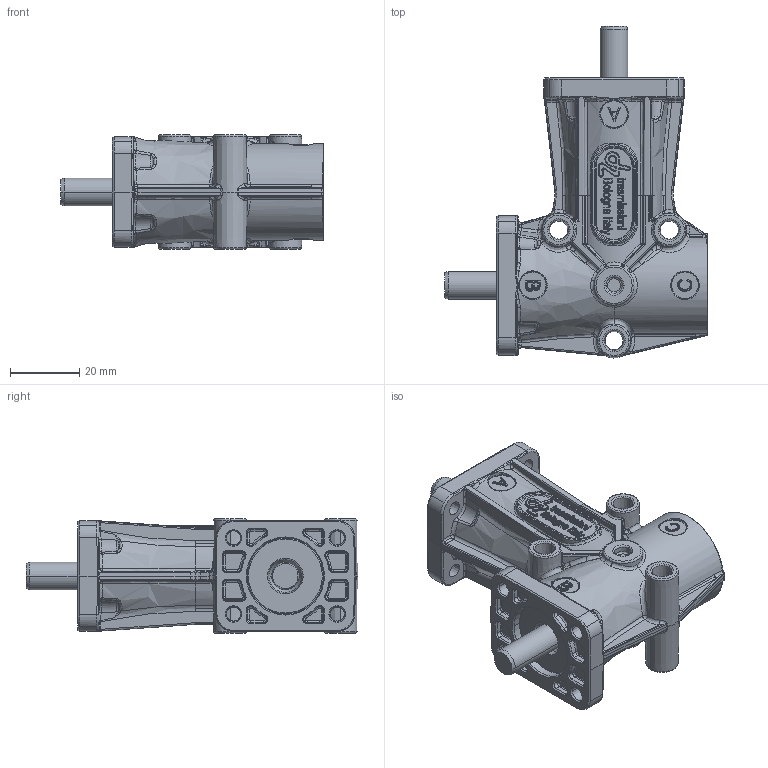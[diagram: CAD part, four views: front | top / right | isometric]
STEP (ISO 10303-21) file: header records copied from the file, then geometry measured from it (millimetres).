
FILE_DESCRIPTION(('STEP AP214'),'1');
FILE_NAME('dz_12s_-_2fab_-.stp','2017-07-05T13:59:51',('TraceParts'),('TraceParts S.A.'),'Spatial InterOp 3D',' ',' ');
FILE_SCHEMA(('automotive_design'));
Length unit declared in the file: millimetre
Products named in the file (1): dz_12s_-_2fab_-
Bounding box: 76 x 96 x 33 mm (x, y, z)
Volume: 83177.6 mm3; surface area: 21741.5 mm2
Topology: 1 solids, 1 shells, 2871 faces, 6905 edges, 4019 vertices
Faces by surface type: bspline 1160, cylinder 902, plane 444, cone 248, torus 80, sphere 37
Entity records: 190787 total; most frequent: CARTESIAN_POINT 107006, ORIENTED_EDGE 13616, DIRECTION 11275, EDGE_CURVE 6808, AXIS2_PLACEMENT_3D 4491, VERTEX_POINT 4019, EDGE_LOOP 2973, STYLED_ITEM 2872
